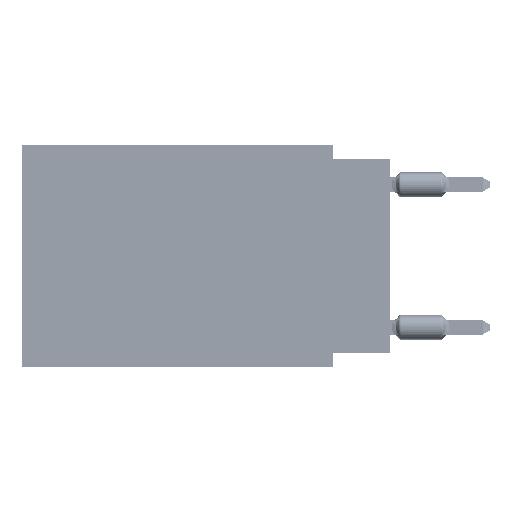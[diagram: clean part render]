
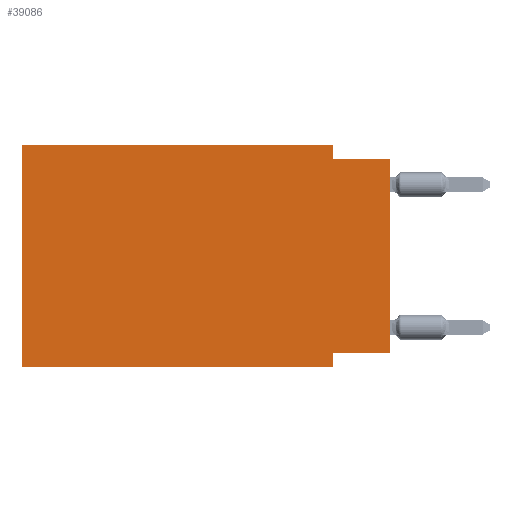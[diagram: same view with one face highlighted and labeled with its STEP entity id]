
A CAD part, left-side view. The second image highlights one B-rep face of the part: STEP entity #39086.
In plain terms, the highlighted planar face has unit normal (-1, 0, 0).
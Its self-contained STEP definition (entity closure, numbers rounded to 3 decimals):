
#32 = DIRECTION ( 'NONE',  ( 0., -1., 0. ) ) ;
#1513 = VERTEX_POINT ( 'NONE', #68572 ) ;
#2804 = DIRECTION ( 'NONE',  ( 0., -1., 0. ) ) ;
#3286 = ORIENTED_EDGE ( 'NONE', *, *, #41618, .F. ) ;
#3548 = VERTEX_POINT ( 'NONE', #24437 ) ;
#6747 = DIRECTION ( 'NONE',  ( 0., 0., 1. ) ) ;
#7407 = VERTEX_POINT ( 'NONE', #48159 ) ;
#7565 = DIRECTION ( 'NONE',  ( 0., 0., 1. ) ) ;
#10449 = VERTEX_POINT ( 'NONE', #65594 ) ;
#10703 = VERTEX_POINT ( 'NONE', #58836 ) ;
#12282 = EDGE_CURVE ( 'NONE', #3548, #10703, #14156, .T. ) ;
#12411 = VECTOR ( 'NONE', #40020, 1000. ) ;
#12643 = LINE ( 'NONE', #33963, #58664 ) ;
#12780 = LINE ( 'NONE', #55407, #24108 ) ;
#13357 = ORIENTED_EDGE ( 'NONE', *, *, #12282, .F. ) ;
#14156 = LINE ( 'NONE', #67226, #12411 ) ;
#14684 = LINE ( 'NONE', #35996, #20707 ) ;
#15147 = VERTEX_POINT ( 'NONE', #45999 ) ;
#16039 = VECTOR ( 'NONE', #27309, 1000. ) ;
#17506 = CARTESIAN_POINT ( 'NONE',  ( 0., 16.383, -9.906 ) ) ;
#18454 = CARTESIAN_POINT ( 'NONE',  ( 0., 16.383, 0. ) ) ;
#19070 = ORIENTED_EDGE ( 'NONE', *, *, #28912, .F. ) ;
#19139 = FACE_OUTER_BOUND ( 'NONE', #64662, .T. ) ;
#20707 = VECTOR ( 'NONE', #32, 1000. ) ;
#22831 = LINE ( 'NONE', #44145, #45496 ) ;
#23039 = ORIENTED_EDGE ( 'NONE', *, *, #35095, .F. ) ;
#23328 = VECTOR ( 'NONE', #2804, 1000. ) ;
#23852 = EDGE_CURVE ( 'NONE', #15147, #1513, #34603, .T. ) ;
#24108 = VECTOR ( 'NONE', #7565, 1000. ) ;
#24437 = CARTESIAN_POINT ( 'NONE',  ( 0., 0., -9.271 ) ) ;
#27309 = DIRECTION ( 'NONE',  ( 0., 0., -1. ) ) ;
#28912 = EDGE_CURVE ( 'NONE', #15147, #10449, #12780, .T. ) ;
#33963 = CARTESIAN_POINT ( 'NONE',  ( 0., 0., 0. ) ) ;
#34603 = LINE ( 'NONE', #17506, #23328 ) ;
#35095 = EDGE_CURVE ( 'NONE', #10449, #7407, #35849, .T. ) ;
#35849 = LINE ( 'NONE', #66939, #36546 ) ;
#35996 = CARTESIAN_POINT ( 'NONE',  ( 0., 0., -0.635 ) ) ;
#36546 = VECTOR ( 'NONE', #61015, 1000. ) ;
#36778 = LINE ( 'NONE', #53842, #16039 ) ;
#38910 = DIRECTION ( 'NONE',  ( 0., 0., -1. ) ) ;
#39086 = ADVANCED_FACE ( 'NONE', ( #19139 ), #40450, .F. ) ;
#40020 = DIRECTION ( 'NONE',  ( 0., 1., 0. ) ) ;
#40450 = PLANE ( 'NONE',  #65733 ) ;
#40828 = VERTEX_POINT ( 'NONE', #42518 ) ;
#41618 = EDGE_CURVE ( 'NONE', #10703, #1513, #36778, .T. ) ;
#42518 = CARTESIAN_POINT ( 'NONE',  ( 0., 0., -0.635 ) ) ;
#44145 = CARTESIAN_POINT ( 'NONE',  ( 0., 2.54, 0. ) ) ;
#45378 = ORIENTED_EDGE ( 'NONE', *, *, #57178, .T. ) ;
#45496 = VECTOR ( 'NONE', #38910, 1000. ) ;
#45999 = CARTESIAN_POINT ( 'NONE',  ( 0., 16.383, -9.906 ) ) ;
#48159 = CARTESIAN_POINT ( 'NONE',  ( 0., 2.54, 0. ) ) ;
#50863 = EDGE_CURVE ( 'NONE', #54486, #40828, #14684, .T. ) ;
#52017 = ORIENTED_EDGE ( 'NONE', *, *, #50863, .F. ) ;
#53003 = ORIENTED_EDGE ( 'NONE', *, *, #23852, .T. ) ;
#53842 = CARTESIAN_POINT ( 'NONE',  ( 0., 2.54, -9.906 ) ) ;
#54486 = VERTEX_POINT ( 'NONE', #56696 ) ;
#55407 = CARTESIAN_POINT ( 'NONE',  ( 0., 16.383, 0. ) ) ;
#56167 = DIRECTION ( 'NONE',  ( 0., 0., -1. ) ) ;
#56696 = CARTESIAN_POINT ( 'NONE',  ( 0., 2.54, -0.635 ) ) ;
#57178 = EDGE_CURVE ( 'NONE', #3548, #40828, #12643, .T. ) ;
#58664 = VECTOR ( 'NONE', #6747, 1000. ) ;
#58836 = CARTESIAN_POINT ( 'NONE',  ( 0., 2.54, -9.271 ) ) ;
#60946 = EDGE_CURVE ( 'NONE', #7407, #54486, #22831, .T. ) ;
#61015 = DIRECTION ( 'NONE',  ( 0., -1., 0. ) ) ;
#63319 = ORIENTED_EDGE ( 'NONE', *, *, #60946, .F. ) ;
#64662 = EDGE_LOOP ( 'NONE', ( #45378, #52017, #63319, #23039, #19070, #53003, #3286, #13357 ) ) ;
#65594 = CARTESIAN_POINT ( 'NONE',  ( 0., 16.383, 0. ) ) ;
#65733 = AXIS2_PLACEMENT_3D ( 'NONE', #18454, #66294, #56167 ) ;
#66294 = DIRECTION ( 'NONE',  ( 1., 0., 0. ) ) ;
#66939 = CARTESIAN_POINT ( 'NONE',  ( 0., 16.383, 0. ) ) ;
#67226 = CARTESIAN_POINT ( 'NONE',  ( 0., 0., -9.271 ) ) ;
#68572 = CARTESIAN_POINT ( 'NONE',  ( 0., 2.54, -9.906 ) ) ;
